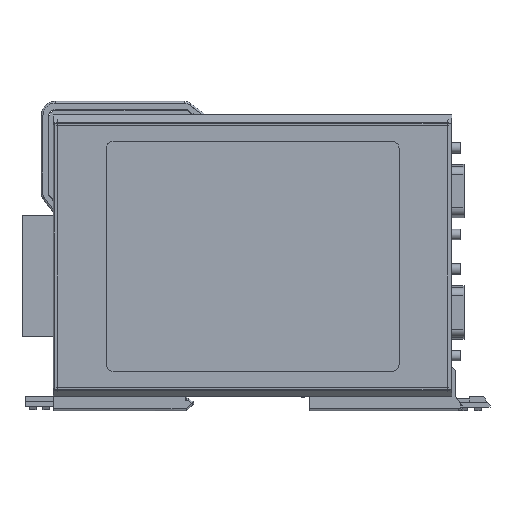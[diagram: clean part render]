
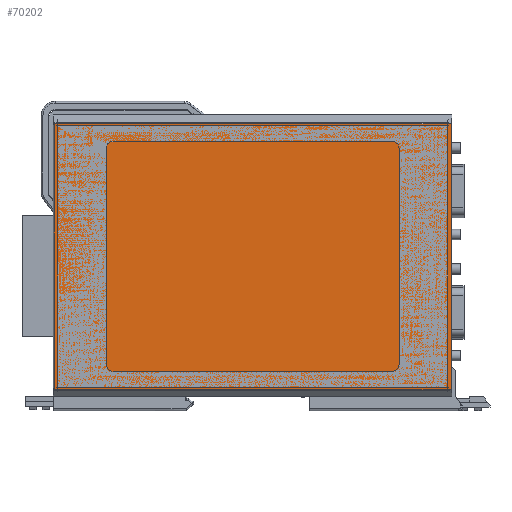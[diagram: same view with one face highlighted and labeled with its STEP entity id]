
A CAD part, front view. The second image highlights one B-rep face of the part: STEP entity #70202.
In plain terms, the highlighted planar face has unit normal (0, -1, 0).
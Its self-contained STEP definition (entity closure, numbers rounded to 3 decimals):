
#68058=DIRECTION('',(-1.,0.,0.));
#68059=VECTOR('',#68058,114.528);
#68060=CARTESIAN_POINT('',(57.264,-4.9,36.5));
#68061=LINE('',#68060,#68059);
#68062=DIRECTION('',(0.,0.,1.));
#68063=VECTOR('',#68062,76.743);
#68064=CARTESIAN_POINT('',(57.264,-4.9,-40.243));
#68065=LINE('',#68064,#68063);
#68066=DIRECTION('',(1.,0.,0.));
#68067=VECTOR('',#68066,114.528);
#68068=CARTESIAN_POINT('',(-57.264,-4.9,-40.243));
#68069=LINE('',#68068,#68067);
#68070=DIRECTION('',(0.,0.,-1.));
#68071=VECTOR('',#68070,76.743);
#68072=CARTESIAN_POINT('',(-57.264,-4.9,36.5));
#68073=LINE('',#68072,#68071);
#69670=CARTESIAN_POINT('',(57.264,-4.9,36.5));
#69671=CARTESIAN_POINT('',(-57.264,-4.9,36.5));
#69672=VERTEX_POINT('',#69670);
#69673=VERTEX_POINT('',#69671);
#69678=CARTESIAN_POINT('',(-57.264,-4.9,-40.243));
#69679=VERTEX_POINT('',#69678);
#69680=CARTESIAN_POINT('',(57.264,-4.9,-40.243));
#69681=VERTEX_POINT('',#69680);
#70187=CARTESIAN_POINT('',(0.,-4.9,-3.465));
#70188=DIRECTION('',(0.,1.,0.));
#70189=DIRECTION('',(0.,0.,1.));
#70190=AXIS2_PLACEMENT_3D('',#70187,#70188,#70189);
#70191=PLANE('',#70190);
#70193=ORIENTED_EDGE('',*,*,#70192,.F.);
#70195=ORIENTED_EDGE('',*,*,#70194,.F.);
#70197=ORIENTED_EDGE('',*,*,#70196,.F.);
#70199=ORIENTED_EDGE('',*,*,#70198,.F.);
#70200=EDGE_LOOP('',(#70193,#70195,#70197,#70199));
#70201=FACE_OUTER_BOUND('',#70200,.F.);
#70202=ADVANCED_FACE('',(#70201),#70191,.F.);
#70192=EDGE_CURVE('',#69672,#69673,#68061,.T.);
#70194=EDGE_CURVE('',#69681,#69672,#68065,.T.);
#70196=EDGE_CURVE('',#69679,#69681,#68069,.T.);
#70198=EDGE_CURVE('',#69673,#69679,#68073,.T.);
